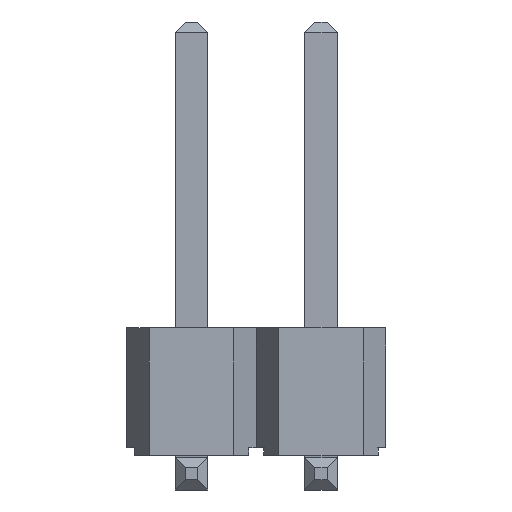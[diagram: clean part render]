
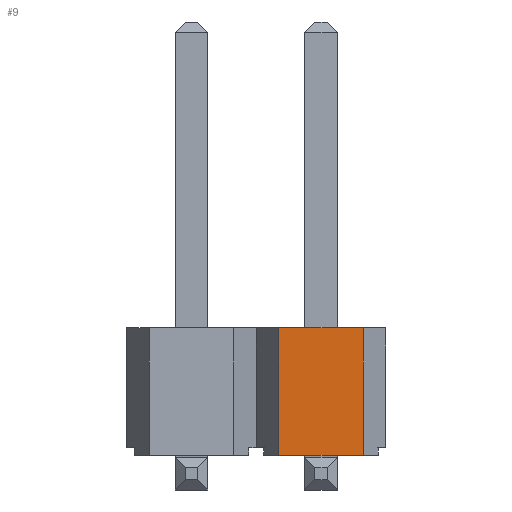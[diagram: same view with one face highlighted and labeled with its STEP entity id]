
A CAD part, front view. The second image highlights one B-rep face of the part: STEP entity #9.
In plain terms, the highlighted planar face has unit normal (0, -1, 0).
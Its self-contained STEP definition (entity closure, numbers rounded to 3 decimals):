
#9 = ADVANCED_FACE ( 'NONE', ( #2689 ), #6878, .F. ) ;
#484 = EDGE_CURVE ( 'NONE', #16531, #17513, #11124, .T. ) ;
#646 = CARTESIAN_POINT ( 'NONE',  ( 2.1, -2.5, 2.5 ) ) ;
#732 = AXIS2_PLACEMENT_3D ( 'NONE', #10990, #12676, #3908 ) ;
#1356 = ORIENTED_EDGE ( 'NONE', *, *, #12977, .T. ) ;
#2368 = EDGE_CURVE ( 'NONE', #5425, #2617, #7110, .T. ) ;
#2617 = VERTEX_POINT ( 'NONE', #17021 ) ;
#2689 = FACE_OUTER_BOUND ( 'NONE', #11657, .T. ) ;
#3197 = CARTESIAN_POINT ( 'NONE',  ( 0.44, -2.5, 0. ) ) ;
#3908 = DIRECTION ( 'NONE',  ( 0., 0., 1. ) ) ;
#4501 = LINE ( 'NONE', #15763, #10351 ) ;
#5425 = VERTEX_POINT ( 'NONE', #3197 ) ;
#6878 = PLANE ( 'NONE',  #732 ) ;
#7110 = LINE ( 'NONE', #10098, #10172 ) ;
#7708 = DIRECTION ( 'NONE',  ( 1., 0., 0. ) ) ;
#8324 = ORIENTED_EDGE ( 'NONE', *, *, #484, .T. ) ;
#8773 = VECTOR ( 'NONE', #18250, 1000. ) ;
#9811 = DIRECTION ( 'NONE',  ( 0., 0., 1. ) ) ;
#10065 = EDGE_CURVE ( 'NONE', #2617, #17513, #17363, .T. ) ;
#10098 = CARTESIAN_POINT ( 'NONE',  ( 0.44, -2.5, 0. ) ) ;
#10172 = VECTOR ( 'NONE', #9811, 1000. ) ;
#10184 = DIRECTION ( 'NONE',  ( 1., 0., 0. ) ) ;
#10351 = VECTOR ( 'NONE', #10184, 1000. ) ;
#10494 = CARTESIAN_POINT ( 'NONE',  ( -2.54, -2.5, 2.5 ) ) ;
#10990 = CARTESIAN_POINT ( 'NONE',  ( -2.54, -2.5, 2.5 ) ) ;
#11124 = LINE ( 'NONE', #13829, #8773 ) ;
#11657 = EDGE_LOOP ( 'NONE', ( #11661, #13223, #1356, #8324 ) ) ;
#11661 = ORIENTED_EDGE ( 'NONE', *, *, #10065, .F. ) ;
#12676 = DIRECTION ( 'NONE',  ( 0., 1., 0. ) ) ;
#12977 = EDGE_CURVE ( 'NONE', #5425, #16531, #4501, .T. ) ;
#13176 = VECTOR ( 'NONE', #7708, 1000. ) ;
#13223 = ORIENTED_EDGE ( 'NONE', *, *, #2368, .F. ) ;
#13829 = CARTESIAN_POINT ( 'NONE',  ( 2.1, -2.5, 0. ) ) ;
#15763 = CARTESIAN_POINT ( 'NONE',  ( -2.54, -2.5, 0. ) ) ;
#15887 = CARTESIAN_POINT ( 'NONE',  ( 2.1, -2.5, 0. ) ) ;
#16531 = VERTEX_POINT ( 'NONE', #15887 ) ;
#17021 = CARTESIAN_POINT ( 'NONE',  ( 0.44, -2.5, 2.5 ) ) ;
#17363 = LINE ( 'NONE', #10494, #13176 ) ;
#17513 = VERTEX_POINT ( 'NONE', #646 ) ;
#18250 = DIRECTION ( 'NONE',  ( 0., 0., 1. ) ) ;
